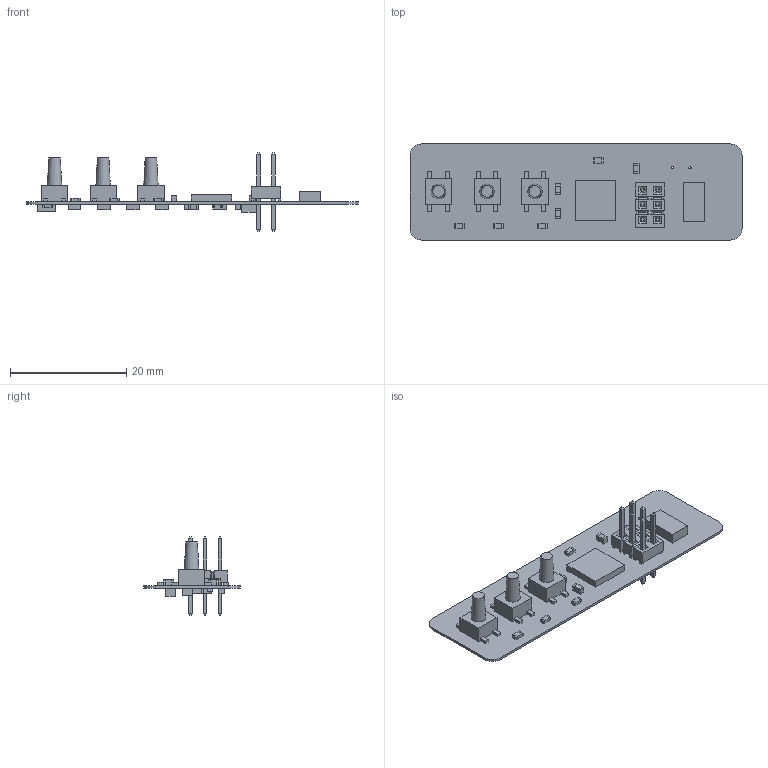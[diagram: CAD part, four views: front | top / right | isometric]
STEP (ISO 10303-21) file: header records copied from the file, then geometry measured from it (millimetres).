
FILE_DESCRIPTION(('Open CASCADE Model'),'2;1');
FILE_NAME('Open CASCADE Shape Model','2022-05-14T15:48:26',('Author'),( 'Open CASCADE'),'Open CASCADE STEP processor 6.8','Open CASCADE 6.8' ,'Unknown');
FILE_SCHEMA(('AUTOMOTIVE_DESIGN { 1 0 10303 214 1 1 1 1 }'));
Length unit declared in the file: millimetre
Products named in the file (59): PCB; Board; Open CASCADE STEP translator 6.8 1.1.1; D7; led; D6; D4; D2; D5; D3; C7; 5975566464; Extruded; 5975566704; U3; 5839326480; S3; TS-1109S-C-I_v2; S2; S1; C3; 5975565824; 5975565584; U2; 6053381280; R5; 6053381120; 6053380960; R4; 5975564544; 5975564704; R3; R2; P3; TSW-103-08-X-D; C6; C4; C2; C1; Cap_AVX_0603YA0R5BAT2A_eec ...
Assembly tree (87 placements, depth 4):
  PCB
    Board
      Open CASCADE STEP translator 6.8 1.1.1
    D7
      led
    D6
      led
    D4
      led
    D2
      led
    D5
      led
    D3
      led
    C7
      5975566464
        Extruded
      5975566704  x2
        Extruded
    U3
      5839326480
        Extruded
    S3
      TS-1109S-C-I_v2
    S2
      TS-1109S-C-I_v2
    S1
      TS-1109S-C-I_v2
    C3
      5975565824  x2
        Extruded
      5975565584
        Extruded
    U2
      6053381280
        Extruded
    R5
      6053381120  x2
        Extruded
      6053380960
        Extruded
    R4
      5975564544  x2
        Extruded
      5975564704
        Extruded
    R3
      5975564544  x2
        Extruded
      5975564704
        Extruded
    R2
      5975564544  x2
        Extruded
      5975564704
        Extruded
    P3
      TSW-103-08-X-D
    C6
Bounding box: 57.02 x 16.5 x 13.46 mm (x, y, z)
Volume: 890.9 mm3; surface area: 3209.6 mm2
Topology: 69 solids, 69 shells, 722 faces, 1559 edges, 986 vertices
Faces by surface type: plane 679, cylinder 32, sphere 8, cone 3
Full cylindrical faces by diameter (mm): 0.4 x2, 1.02 x6
Entity records: 15404 total; most frequent: CARTESIAN_POINT 2379, DIRECTION 2343, ORIENTED_EDGE 2218, EDGE_CURVE 1109, LINE 1043, VECTOR 1043, VERTEX_POINT 686, AXIS2_PLACEMENT_3D 650
